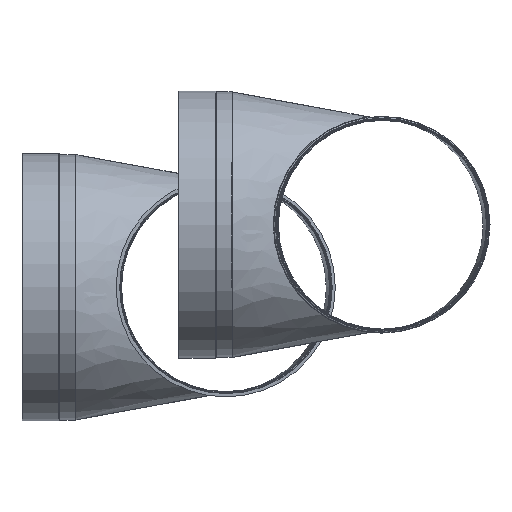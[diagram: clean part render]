
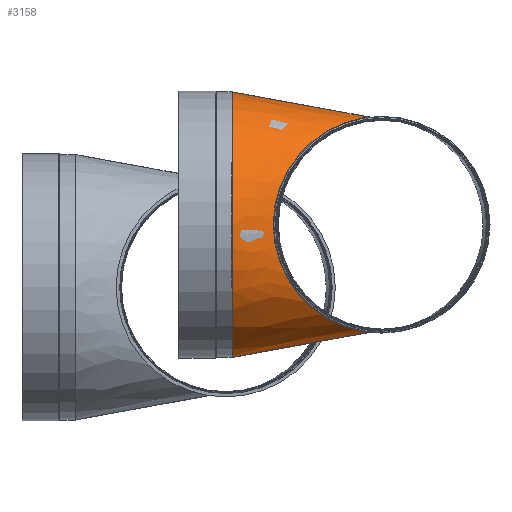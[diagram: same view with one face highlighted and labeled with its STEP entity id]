
A CAD part, left-side view. The second image highlights one B-rep face of the part: STEP entity #3158.
In plain terms, the highlighted free-form (B-spline) face has degree [3, 3] with [18, 4] control points.
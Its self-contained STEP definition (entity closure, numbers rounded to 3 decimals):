
#539=ELLIPSE('',#3655,279.423,201.);
#767=CIRCLE('',#3654,251.);
#796=B_SPLINE_SURFACE_WITH_KNOTS('',3,3,((#7404,#7405,#7406,#7407),(#7408,
#7409,#7410,#7411),(#7412,#7413,#7414,#7415),(#7416,#7417,#7418,#7419),
(#7420,#7421,#7422,#7423),(#7424,#7425,#7426,#7427),(#7428,#7429,#7430,
#7431),(#7432,#7433,#7434,#7435),(#7436,#7437,#7438,#7439),(#7440,#7441,
#7442,#7443),(#7444,#7445,#7446,#7447),(#7448,#7449,#7450,#7451),(#7452,
#7453,#7454,#7455),(#7456,#7457,#7458,#7459),(#7460,#7461,#7462,#7463),
(#7464,#7465,#7466,#7467),(#7468,#7469,#7470,#7471),(#7472,#7473,#7474,
#7475)),.UNSPECIFIED.,.F.,.F.,.F.,(4,1,1,1,1,1,1,1,1,1,1,1,1,1,1,4),(4,
4),(0.,0.071,0.143,0.19,0.286,
0.333,0.381,0.429,0.524,
0.571,0.619,0.714,0.786,
0.857,0.929,1.),(0.,1.),.UNSPECIFIED.);
#1194=FACE_OUTER_BOUND('',#1676,.T.);
#1676=EDGE_LOOP('',(#2863,#2864,#2865,#2866));
#1722=LINE('',#7480,#1740);
#1723=LINE('',#7483,#1741);
#1740=VECTOR('',#4657,278.525);
#1741=VECTOR('',#4660,278.525);
#2000=VERTEX_POINT('',#7476);
#2001=VERTEX_POINT('',#7477);
#2002=VERTEX_POINT('',#7479);
#2003=VERTEX_POINT('',#7481);
#2290=EDGE_CURVE('',#2000,#2001,#767,.T.);
#2291=EDGE_CURVE('',#2001,#2002,#1722,.T.);
#2292=EDGE_CURVE('',#2003,#2002,#539,.T.);
#2293=EDGE_CURVE('',#2000,#2003,#1723,.T.);
#2863=ORIENTED_EDGE('',*,*,#2290,.T.);
#2864=ORIENTED_EDGE('',*,*,#2291,.T.);
#2865=ORIENTED_EDGE('',*,*,#2292,.F.);
#2866=ORIENTED_EDGE('',*,*,#2293,.F.);
#3158=ADVANCED_FACE('',(#1194),#796,.T.);
#3654=AXIS2_PLACEMENT_3D('',#7478,#4655,#4656);
#3655=AXIS2_PLACEMENT_3D('',#7482,#4658,#4659);
#4655=DIRECTION('center_axis',(0.,1.,0.));
#4656=DIRECTION('ref_axis',(0.,0.,-1.));
#4657=DIRECTION('',(0.,-0.984,-0.18));
#4658=DIRECTION('center_axis',(0.695,0.719,0.));
#4659=DIRECTION('ref_axis',(-0.719,0.695,0.));
#4660=DIRECTION('',(0.,-0.984,0.18));
#7404=CARTESIAN_POINT('Ctrl Pts',(0.,274.,-251.));
#7405=CARTESIAN_POINT('Ctrl Pts',(0.,182.667,
-234.333));
#7406=CARTESIAN_POINT('Ctrl Pts',(0.,91.333,
-217.667));
#7407=CARTESIAN_POINT('Ctrl Pts',(0.,0.,
-201.));
#7408=CARTESIAN_POINT('Ctrl Pts',(-18.775,274.,-251.));
#7409=CARTESIAN_POINT('Ctrl Pts',(-17.528,187.505,-234.333));
#7410=CARTESIAN_POINT('Ctrl Pts',(-16.281,101.013,-217.667));
#7411=CARTESIAN_POINT('Ctrl Pts',(-15.035,14.519,-201.));
#7412=CARTESIAN_POINT('Ctrl Pts',(-56.326,274.,-246.773));
#7413=CARTESIAN_POINT('Ctrl Pts',(-52.586,197.187,-230.387));
#7414=CARTESIAN_POINT('Ctrl Pts',(-48.846,120.371,-214.001));
#7415=CARTESIAN_POINT('Ctrl Pts',(-45.106,43.558,-197.615));
#7416=CARTESIAN_POINT('Ctrl Pts',(-103.874,274.,-230.125));
#7417=CARTESIAN_POINT('Ctrl Pts',(-96.977,209.442,-214.844));
#7418=CARTESIAN_POINT('Ctrl Pts',(-90.079,144.886,-199.564));
#7419=CARTESIAN_POINT('Ctrl Pts',(-83.182,80.328,-184.283));
#7420=CARTESIAN_POINT('Ctrl Pts',(-152.798,274.,-201.891));
#7421=CARTESIAN_POINT('Ctrl Pts',(-142.651,222.054,-188.485));
#7422=CARTESIAN_POINT('Ctrl Pts',(-132.506,170.107,-175.079));
#7423=CARTESIAN_POINT('Ctrl Pts',(-122.36,118.161,-161.673));
#7424=CARTESIAN_POINT('Ctrl Pts',(-189.91,274.,-167.461));
#7425=CARTESIAN_POINT('Ctrl Pts',(-177.3,231.62,-156.341));
#7426=CARTESIAN_POINT('Ctrl Pts',(-164.69,189.241,-145.222));
#7427=CARTESIAN_POINT('Ctrl Pts',(-152.08,146.862,-134.102));
#7428=CARTESIAN_POINT('Ctrl Pts',(-218.184,274.,-125.967));
#7429=CARTESIAN_POINT('Ctrl Pts',(-203.697,238.909,-117.603));
#7430=CARTESIAN_POINT('Ctrl Pts',(-189.209,203.818,-109.239));
#7431=CARTESIAN_POINT('Ctrl Pts',(-174.721,168.726,-100.874));
#7432=CARTESIAN_POINT('Ctrl Pts',(-234.521,274.,-92.045));
#7433=CARTESIAN_POINT('Ctrl Pts',(-218.949,243.119,-85.933));
#7434=CARTESIAN_POINT('Ctrl Pts',(-203.376,212.241,-79.821));
#7435=CARTESIAN_POINT('Ctrl Pts',(-187.804,181.36,-73.709));
#7436=CARTESIAN_POINT('Ctrl Pts',(-249.33,274.,-44.068));
#7437=CARTESIAN_POINT('Ctrl Pts',(-232.774,246.938,-41.142));
#7438=CARTESIAN_POINT('Ctrl Pts',(-216.219,219.875,-38.216));
#7439=CARTESIAN_POINT('Ctrl Pts',(-199.663,192.812,-35.29));
#7440=CARTESIAN_POINT('Ctrl Pts',(-253.118,274.,6.415));
#7441=CARTESIAN_POINT('Ctrl Pts',(-236.311,247.914,5.989));
#7442=CARTESIAN_POINT('Ctrl Pts',(-219.503,221.827,5.563));
#7443=CARTESIAN_POINT('Ctrl Pts',(-202.696,195.741,5.137));
#7444=CARTESIAN_POINT('Ctrl Pts',(-245.615,274.,56.06));
#7445=CARTESIAN_POINT('Ctrl Pts',(-229.306,245.979,52.338));
#7446=CARTESIAN_POINT('Ctrl Pts',(-212.997,217.96,48.615));
#7447=CARTESIAN_POINT('Ctrl Pts',(-196.688,189.939,44.893));
#7448=CARTESIAN_POINT('Ctrl Pts',(-230.834,274.,104.042));
#7449=CARTESIAN_POINT('Ctrl Pts',(-215.506,242.17,97.134));
#7450=CARTESIAN_POINT('Ctrl Pts',(-200.179,210.338,90.225));
#7451=CARTESIAN_POINT('Ctrl Pts',(-184.851,178.509,83.317));
#7452=CARTESIAN_POINT('Ctrl Pts',(-202.356,274.,153.368));
#7453=CARTESIAN_POINT('Ctrl Pts',(-188.92,234.828,143.184));
#7454=CARTESIAN_POINT('Ctrl Pts',(-175.483,195.658,133.));
#7455=CARTESIAN_POINT('Ctrl Pts',(-162.046,156.486,122.816));
#7456=CARTESIAN_POINT('Ctrl Pts',(-157.811,274.,197.892));
#7457=CARTESIAN_POINT('Ctrl Pts',(-147.333,223.346,184.751));
#7458=CARTESIAN_POINT('Ctrl Pts',(-136.854,172.692,171.611));
#7459=CARTESIAN_POINT('Ctrl Pts',(-126.375,122.039,158.471));
#7460=CARTESIAN_POINT('Ctrl Pts',(-109.825,274.,228.051));
#7461=CARTESIAN_POINT('Ctrl Pts',(-102.533,210.977,212.908));
#7462=CARTESIAN_POINT('Ctrl Pts',(-95.24,147.953,197.765));
#7463=CARTESIAN_POINT('Ctrl Pts',(-87.948,84.93,182.622));
#7464=CARTESIAN_POINT('Ctrl Pts',(-56.322,274.,246.769));
#7465=CARTESIAN_POINT('Ctrl Pts',(-52.583,197.185,230.383));
#7466=CARTESIAN_POINT('Ctrl Pts',(-48.843,120.37,213.998));
#7467=CARTESIAN_POINT('Ctrl Pts',(-45.103,43.555,197.612));
#7468=CARTESIAN_POINT('Ctrl Pts',(-18.775,274.,251.));
#7469=CARTESIAN_POINT('Ctrl Pts',(-17.528,187.507,234.333));
#7470=CARTESIAN_POINT('Ctrl Pts',(-16.281,101.012,217.667));
#7471=CARTESIAN_POINT('Ctrl Pts',(-15.035,14.519,201.));
#7472=CARTESIAN_POINT('Ctrl Pts',(0.,274.,251.));
#7473=CARTESIAN_POINT('Ctrl Pts',(0.,182.667,
234.333));
#7474=CARTESIAN_POINT('Ctrl Pts',(0.,91.333,
217.667));
#7475=CARTESIAN_POINT('Ctrl Pts',(0.,0.,
201.));
#7476=CARTESIAN_POINT('',(0.,274.,-251.));
#7477=CARTESIAN_POINT('',(0.,274.,251.));
#7478=CARTESIAN_POINT('Origin',(0.,274.,0.));
#7479=CARTESIAN_POINT('',(0.,0.,201.));
#7480=CARTESIAN_POINT('',(0.,274.,251.));
#7481=CARTESIAN_POINT('',(0.,0.,-201.));
#7482=CARTESIAN_POINT('Origin',(0.,0.,0.));
#7483=CARTESIAN_POINT('',(0.,274.,-251.));
